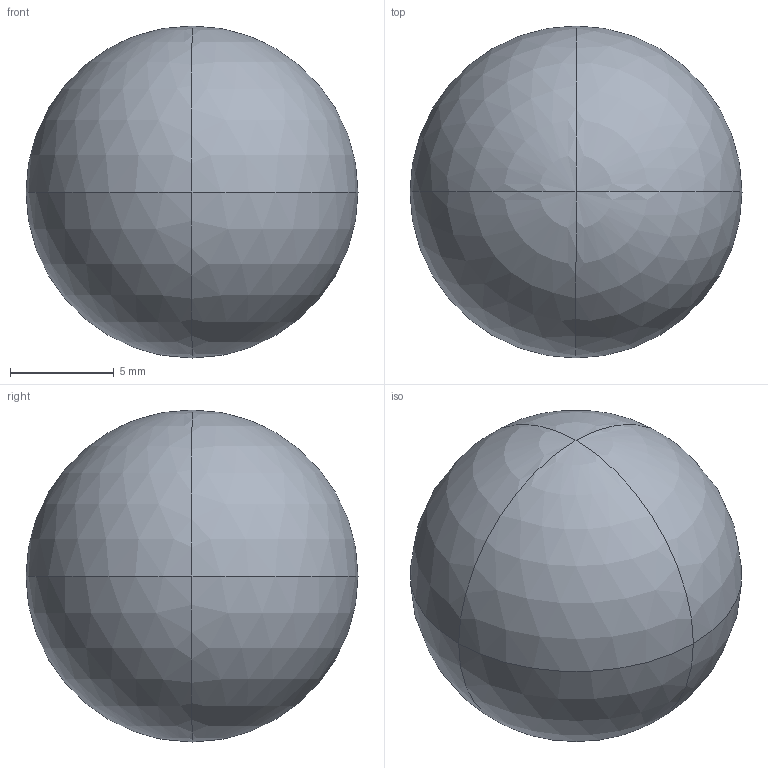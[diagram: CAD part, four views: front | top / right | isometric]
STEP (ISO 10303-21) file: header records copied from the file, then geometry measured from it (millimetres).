
FILE_DESCRIPTION(/* description */ ('STEP AP203'),/* implementation_level */ '2;1');
FILE_NAME(/* name */ 'Untitled',/* time_stamp */ '2022-08-19T16:18:58+08:00',/* author */ (' '),/* organization */ (' '),/* preprocessor_version */ 'ST-DEVELOPER v18.101',/* originating_system */ ' ',/* authorisation */ ' ');
FILE_SCHEMA (('CONFIG_CONTROL_DESIGN'));
Length unit declared in the file: millimetre
Products named in the file (15): id2; id5; id8; id11; id14; id17; id20; id23; id26; id29; id32; id35; id38; id41; id44
Bounding box: 16 x 16 x 16 mm (x, y, z)
Volume: 2144.7 mm3; surface area: 2555 mm2
Topology: 15 solids, 17 shells, 1018 faces, 2944 edges, 1930 vertices
Faces by surface type: plane 760, cylinder 212, sphere 24, bspline 22
Entity records: 34403 total; most frequent: CARTESIAN_POINT 6433, DIRECTION 6202, ORIENTED_EDGE 5840, EDGE_CURVE 2920, AXIS2_PLACEMENT_3D 2389, VERTEX_POINT 1930, LINE 1424, VECTOR 1424
